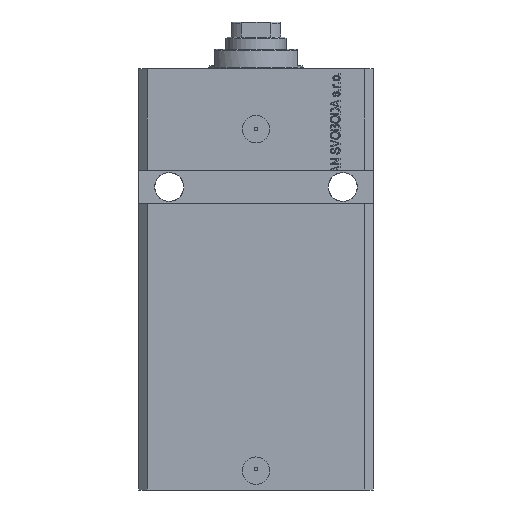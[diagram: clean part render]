
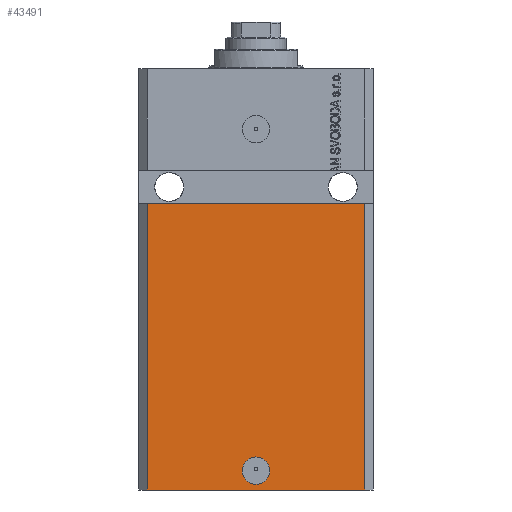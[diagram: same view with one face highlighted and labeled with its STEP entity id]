
A CAD part, front view. The second image highlights one B-rep face of the part: STEP entity #43491.
In plain terms, the highlighted planar face has unit normal (0, -1, 0).
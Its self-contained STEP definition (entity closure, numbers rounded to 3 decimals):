
#589 = VERTEX_POINT ( 'NONE', #3403 ) ;
#1128 = VECTOR ( 'NONE', #4704, 1000. ) ;
#1468 = EDGE_CURVE ( 'NONE', #38133, #38703, #33095, .T. ) ;
#1508 = DIRECTION ( 'NONE',  ( 1., 0., 0. ) ) ;
#1772 = DIRECTION ( 'NONE',  ( 1., 0., 0. ) ) ;
#1951 = CARTESIAN_POINT ( 'NONE',  ( -39.5, -31.5, -153. ) ) ;
#2710 = CARTESIAN_POINT ( 'NONE',  ( -39.5, -31.5, -153. ) ) ;
#3403 = CARTESIAN_POINT ( 'NONE',  ( -39.5, -31.5, -153. ) ) ;
#4704 = DIRECTION ( 'NONE',  ( 0., 0., 1. ) ) ;
#5421 = DIRECTION ( 'NONE',  ( 0., 0., 1. ) ) ;
#5776 = EDGE_CURVE ( 'NONE', #589, #18849, #36223, .T. ) ;
#8655 = AXIS2_PLACEMENT_3D ( 'NONE', #23755, #44372, #13345 ) ;
#9006 = EDGE_CURVE ( 'NONE', #18849, #38703, #34336, .T. ) ;
#9448 = VERTEX_POINT ( 'NONE', #25863 ) ;
#9597 = AXIS2_PLACEMENT_3D ( 'NONE', #2710, #37624, #23356 ) ;
#10181 = CARTESIAN_POINT ( 'NONE',  ( 39.5, -31.5, -49. ) ) ;
#11571 = EDGE_LOOP ( 'NONE', ( #17226, #29338 ) ) ;
#11901 = ORIENTED_EDGE ( 'NONE', *, *, #5776, .F. ) ;
#12840 = CARTESIAN_POINT ( 'NONE',  ( -39.5, -31.5, -49. ) ) ;
#13173 = ORIENTED_EDGE ( 'NONE', *, *, #37309, .T. ) ;
#13345 = DIRECTION ( 'NONE',  ( 1., 0., 0. ) ) ;
#13560 = EDGE_CURVE ( 'NONE', #9448, #31232, #42532, .T. ) ;
#14521 = CARTESIAN_POINT ( 'NONE',  ( 39.5, -31.5, -153. ) ) ;
#16057 = CARTESIAN_POINT ( 'NONE',  ( 0., -31.5, -146. ) ) ;
#17226 = ORIENTED_EDGE ( 'NONE', *, *, #13560, .F. ) ;
#17705 = EDGE_CURVE ( 'NONE', #31232, #9448, #28912, .T. ) ;
#18849 = VERTEX_POINT ( 'NONE', #12840 ) ;
#19730 = CARTESIAN_POINT ( 'NONE',  ( -5., -31.5, -146. ) ) ;
#22989 = AXIS2_PLACEMENT_3D ( 'NONE', #16057, #33070, #1772 ) ;
#23356 = DIRECTION ( 'NONE',  ( 0., 0., -1. ) ) ;
#23755 = CARTESIAN_POINT ( 'NONE',  ( 0., -31.5, -146. ) ) ;
#24122 = DIRECTION ( 'NONE',  ( 1., 0., 0. ) ) ;
#25863 = CARTESIAN_POINT ( 'NONE',  ( 5., -31.5, -146. ) ) ;
#27089 = VECTOR ( 'NONE', #5421, 1000. ) ;
#28745 = VECTOR ( 'NONE', #24122, 1000. ) ;
#28912 = CIRCLE ( 'NONE', #8655, 5. ) ;
#29338 = ORIENTED_EDGE ( 'NONE', *, *, #17705, .F. ) ;
#30821 = FACE_BOUND ( 'NONE', #11571, .T. ) ;
#31232 = VERTEX_POINT ( 'NONE', #19730 ) ;
#33070 = DIRECTION ( 'NONE',  ( 0., -1., 0. ) ) ;
#33095 = LINE ( 'NONE', #42628, #27089 ) ;
#33317 = EDGE_LOOP ( 'NONE', ( #40253, #11901, #13173, #37568 ) ) ;
#33668 = CARTESIAN_POINT ( 'NONE',  ( -42.5, -31.5, -49. ) ) ;
#33783 = PLANE ( 'NONE',  #9597 ) ;
#34336 = LINE ( 'NONE', #33668, #28745 ) ;
#36223 = LINE ( 'NONE', #36663, #1128 ) ;
#36663 = CARTESIAN_POINT ( 'NONE',  ( -39.5, -31.5, -153. ) ) ;
#37309 = EDGE_CURVE ( 'NONE', #589, #38133, #43432, .T. ) ;
#37568 = ORIENTED_EDGE ( 'NONE', *, *, #1468, .T. ) ;
#37624 = DIRECTION ( 'NONE',  ( 0., -1., 0. ) ) ;
#38133 = VERTEX_POINT ( 'NONE', #14521 ) ;
#38703 = VERTEX_POINT ( 'NONE', #10181 ) ;
#40253 = ORIENTED_EDGE ( 'NONE', *, *, #9006, .F. ) ;
#42532 = CIRCLE ( 'NONE', #22989, 5. ) ;
#42628 = CARTESIAN_POINT ( 'NONE',  ( 39.5, -31.5, -153. ) ) ;
#43432 = LINE ( 'NONE', #1951, #44171 ) ;
#43491 = ADVANCED_FACE ( 'NONE', ( #30821, #44194 ), #33783, .T. ) ;
#44171 = VECTOR ( 'NONE', #1508, 1000. ) ;
#44194 = FACE_OUTER_BOUND ( 'NONE', #33317, .T. ) ;
#44372 = DIRECTION ( 'NONE',  ( 0., -1., 0. ) ) ;
